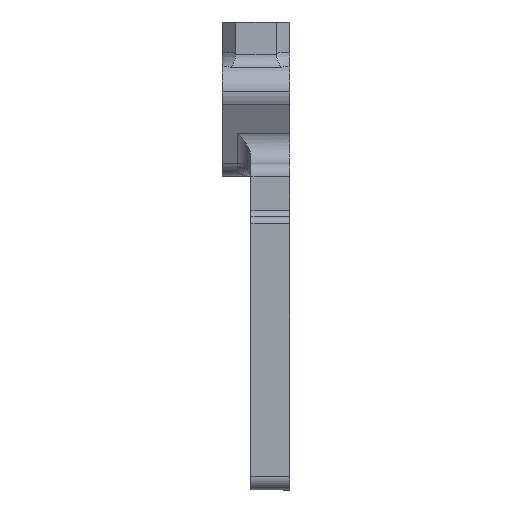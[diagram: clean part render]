
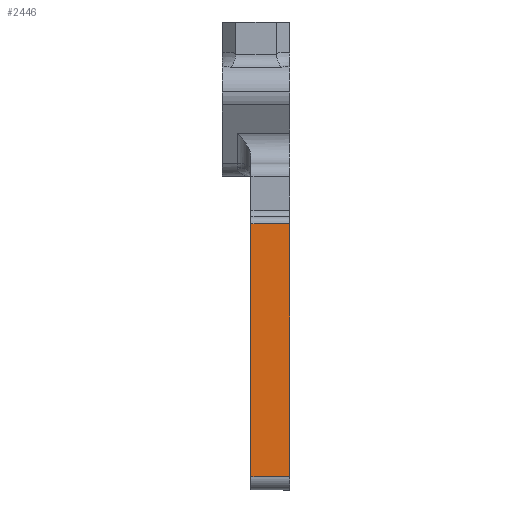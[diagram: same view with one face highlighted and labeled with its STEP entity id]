
A CAD part, left-side view. The second image highlights one B-rep face of the part: STEP entity #2446.
In plain terms, the highlighted planar face has unit normal (-1, 0, 0).
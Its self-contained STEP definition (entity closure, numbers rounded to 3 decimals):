
#2041 = PLANE ( 'NONE',  #9324 ) ;
#2042 = CARTESIAN_POINT ( 'NONE',  ( -32.799, 51.025, -84.477 ) ) ;
#2047 = DIRECTION ( 'NONE',  ( -1., 0., 0. ) ) ;
#2048 = DIRECTION ( 'NONE',  ( 0., 0., 1. ) ) ;
#2350 = EDGE_CURVE ( 'NONE', #9400, #9361, #9627, .T. ) ;
#2351 = EDGE_CURVE ( 'NONE', #9282, #9361, #9624, .T. ) ;
#2352 = EDGE_CURVE ( 'NONE', #9282, #9399, #9630, .T. ) ;
#2446 = ADVANCED_FACE ( 'NONE', ( #4824 ), #2041, .T. ) ;
#3753 = CARTESIAN_POINT ( 'NONE',  ( -32.799, 49.025, -84.477 ) ) ;
#3754 = DIRECTION ( 'NONE',  ( 0., 0., -1. ) ) ;
#4547 = CARTESIAN_POINT ( 'NONE',  ( -32.799, 54.775, -123.117 ) ) ;
#4564 = CARTESIAN_POINT ( 'NONE',  ( -32.799, 54.775, -85.477 ) ) ;
#4586 = CARTESIAN_POINT ( 'NONE',  ( -32.799, 49.025, -123.117 ) ) ;
#4587 = CARTESIAN_POINT ( 'NONE',  ( -32.799, 49.025, -85.477 ) ) ;
#4824 = FACE_OUTER_BOUND ( 'NONE', #9058, .T. ) ;
#5008 = LINE ( 'NONE', #3753, #5010 ) ;
#5010 = VECTOR ( 'NONE', #3754, 1000. ) ;
#7953 = EDGE_CURVE ( 'NONE', #9400, #9399, #5008, .T. ) ;
#9058 = EDGE_LOOP ( 'NONE', ( #9502, #9497, #9496, #9495 ) ) ;
#9211 = DIRECTION ( 'NONE',  ( 0., -1., 0. ) ) ;
#9213 = DIRECTION ( 'NONE',  ( 0., 0., 1. ) ) ;
#9214 = DIRECTION ( 'NONE',  ( 0., 1., 0. ) ) ;
#9216 = CARTESIAN_POINT ( 'NONE',  ( -32.799, 51.025, -85.477 ) ) ;
#9217 = CARTESIAN_POINT ( 'NONE',  ( -32.799, 54.775, 0. ) ) ;
#9218 = CARTESIAN_POINT ( 'NONE',  ( -32.799, 51.025, -123.117 ) ) ;
#9282 = VERTEX_POINT ( 'NONE', #4547 ) ;
#9324 = AXIS2_PLACEMENT_3D ( 'NONE', #2042, #2047, #2048 ) ;
#9361 = VERTEX_POINT ( 'NONE', #4564 ) ;
#9399 = VERTEX_POINT ( 'NONE', #4586 ) ;
#9400 = VERTEX_POINT ( 'NONE', #4587 ) ;
#9495 = ORIENTED_EDGE ( 'NONE', *, *, #2352, .T. ) ;
#9496 = ORIENTED_EDGE ( 'NONE', *, *, #2351, .F. ) ;
#9497 = ORIENTED_EDGE ( 'NONE', *, *, #2350, .T. ) ;
#9502 = ORIENTED_EDGE ( 'NONE', *, *, #7953, .F. ) ;
#9624 = LINE ( 'NONE', #9217, #9633 ) ;
#9627 = LINE ( 'NONE', #9216, #9631 ) ;
#9630 = LINE ( 'NONE', #9218, #9635 ) ;
#9631 = VECTOR ( 'NONE', #9214, 1000. ) ;
#9633 = VECTOR ( 'NONE', #9213, 1000. ) ;
#9635 = VECTOR ( 'NONE', #9211, 1000. ) ;
